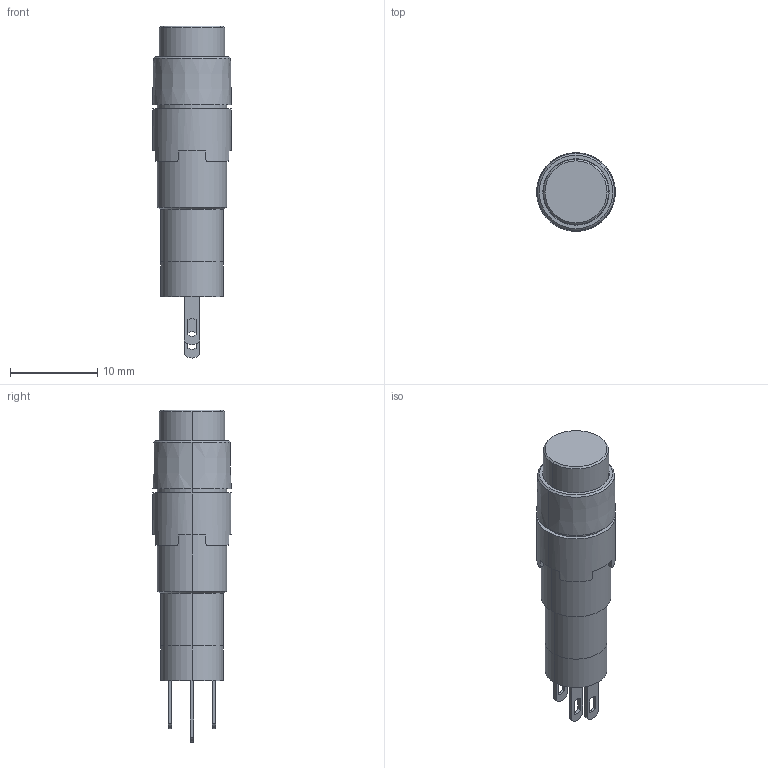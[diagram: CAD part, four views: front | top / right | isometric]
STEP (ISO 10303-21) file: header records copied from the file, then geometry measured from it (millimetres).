
FILE_DESCRIPTION (( 'STEP AP214' ), '1' );
FILE_NAME ('07_AB8M-[M][A]1$.STEP', '2020-10-23T08:15:07', ( 'IDEC' ), ( 'IDEC' ), 'SwSTEP 2.0', 'SolidWorks 2019', '' );
FILE_SCHEMA (( 'AUTOMOTIVE_DESIGN' ));
Length unit declared in the file: millimetre
Products named in the file (4): A8-LOCK-NUT; A8-BODY-M; 07_AB8M-[M][A]1$; A8-NONILL-BASE
Assembly tree (3 placements, depth 2):
  07_AB8M-[M][A]1$
    A8-BODY-M
    A8-NONILL-BASE
    A8-LOCK-NUT
Bounding box: 9 x 9 x 38 mm (x, y, z)
Volume: 1567.8 mm3; surface area: 1411.2 mm2
Topology: 3 solids, 3 shells, 87 faces, 220 edges, 144 vertices
Faces by surface type: plane 42, cylinder 37, cone 8
Entity records: 2850 total; most frequent: CARTESIAN_POINT 537, DIRECTION 472, ORIENTED_EDGE 440, EDGE_CURVE 220, AXIS2_PLACEMENT_3D 175, VERTEX_POINT 144, VECTOR 122, LINE 122
